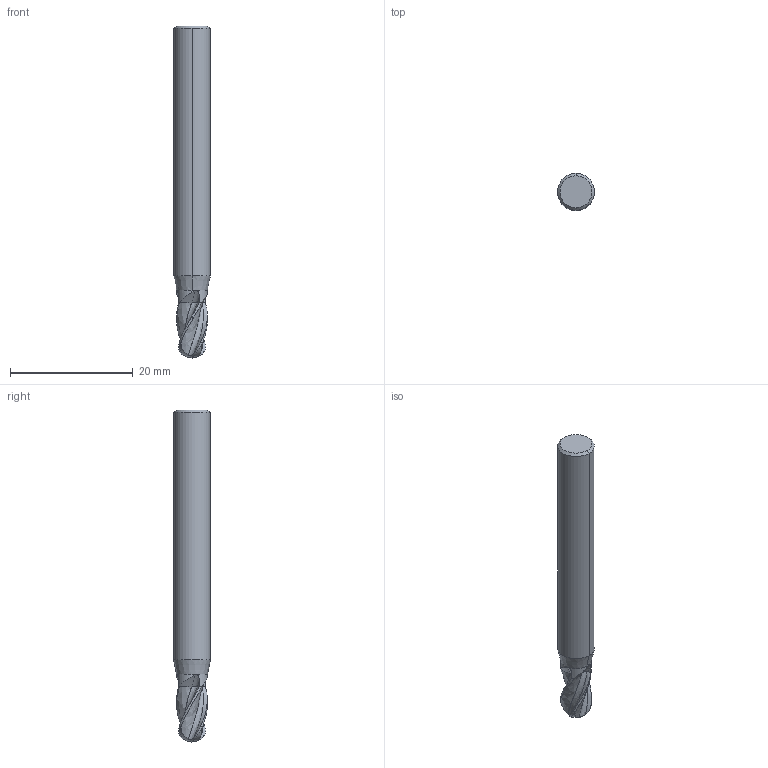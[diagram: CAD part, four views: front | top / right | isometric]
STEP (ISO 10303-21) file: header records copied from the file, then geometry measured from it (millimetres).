
FILE_DESCRIPTION(('no description'),'unknown implementation level');
FILE_NAME('EXM1-M08-0203-5-Detail.stp',' ',('CIMSOURCE GmbH'),('CADClick - KiM GmbH - www.kimweb.de'),'unknown preprocess','ACIS','unknown authorization');
FILE_SCHEMA(('automotive_design'));
Length unit declared in the file: millimetre
Products named in the file (2): NOCUT; CUT
Bounding box: 6 x 6 x 54 mm (x, y, z)
Volume: 1325.2 mm3; surface area: 1038.9 mm2
Topology: 2 solids, 2 shells, 75 faces, 204 edges, 133 vertices
Faces by surface type: revolution 16, bspline 16, cone 14, sphere 14, plane 11, cylinder 4
Entity records: 8074 total; most frequent: CARTESIAN_POINT 4010, STYLED_ITEM 414, PRESENTATION_STYLE_ASSIGNMENT 414, COLOUR_RGB 414, ORIENTED_EDGE 408, DIRECTION 304, EDGE_CURVE 204, CURVE_STYLE 204
